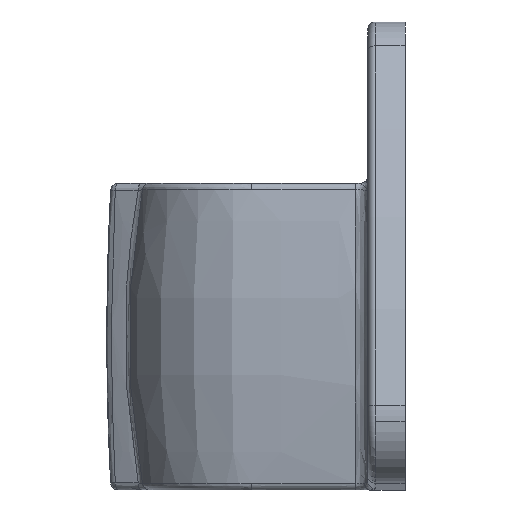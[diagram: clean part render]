
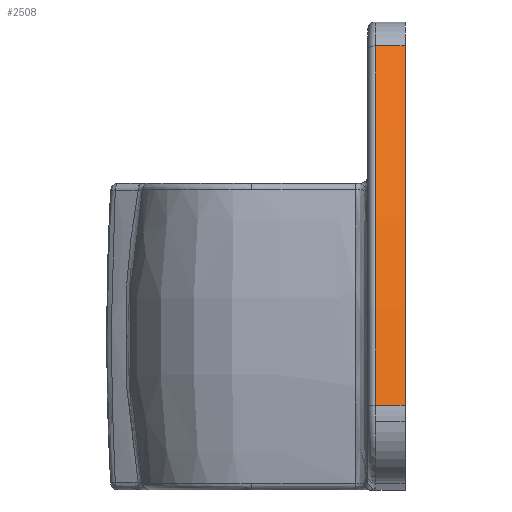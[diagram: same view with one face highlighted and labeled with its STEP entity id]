
A CAD part, left-side view. The second image highlights one B-rep face of the part: STEP entity #2508.
In plain terms, the highlighted cylindrical face has radius 250 mm (diameter 500 mm), a partial arc.
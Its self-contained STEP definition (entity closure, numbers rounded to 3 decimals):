
#128 = EDGE_CURVE ( 'NONE', #2203, #5831, #4539, .T. ) ;
#180 = AXIS2_PLACEMENT_3D ( 'NONE', #4287, #2932, #2916 ) ;
#246 = EDGE_CURVE ( 'NONE', #5831, #1936, #783, .T. ) ;
#761 = CARTESIAN_POINT ( 'NONE',  ( -11.837, -37., 70.214 ) ) ;
#783 = CIRCLE ( 'NONE', #933, 250. ) ;
#933 = AXIS2_PLACEMENT_3D ( 'NONE', #3072, #2985, #1670 ) ;
#977 = FACE_OUTER_BOUND ( 'NONE', #3740, .T. ) ;
#1035 = LINE ( 'NONE', #1068, #4800 ) ;
#1068 = CARTESIAN_POINT ( 'NONE',  ( -55.454, -37., -16.488 ) ) ;
#1138 = VECTOR ( 'NONE', #4047, 1000. ) ;
#1582 = CARTESIAN_POINT ( 'NONE',  ( -11.837, -29.8, 70.214 ) ) ;
#1611 = DIRECTION ( 'NONE',  ( 0., 1., 0. ) ) ;
#1670 = DIRECTION ( 'NONE',  ( 1., 0., 0. ) ) ;
#1893 = CARTESIAN_POINT ( 'NONE',  ( 185.439, -37., -83.351 ) ) ;
#1936 = VERTEX_POINT ( 'NONE', #2539 ) ;
#2111 = EDGE_CURVE ( 'NONE', #2203, #5752, #3259, .T. ) ;
#2203 = VERTEX_POINT ( 'NONE', #761 ) ;
#2508 = ADVANCED_FACE ( 'NONE', ( #977 ), #2889, .T. ) ;
#2539 = CARTESIAN_POINT ( 'NONE',  ( -55.454, -29.8, -16.488 ) ) ;
#2694 = AXIS2_PLACEMENT_3D ( 'NONE', #1893, #4087, #4552 ) ;
#2889 = CYLINDRICAL_SURFACE ( 'NONE', #2694, 250. ) ;
#2916 = DIRECTION ( 'NONE',  ( 1., 0., 0. ) ) ;
#2932 = DIRECTION ( 'NONE',  ( 0., -1., 0. ) ) ;
#2985 = DIRECTION ( 'NONE',  ( 0., -1., 0. ) ) ;
#3072 = CARTESIAN_POINT ( 'NONE',  ( 185.439, -29.8, -83.351 ) ) ;
#3259 = CIRCLE ( 'NONE', #180, 250. ) ;
#3479 = ORIENTED_EDGE ( 'NONE', *, *, #128, .T. ) ;
#3484 = ORIENTED_EDGE ( 'NONE', *, *, #3857, .F. ) ;
#3740 = EDGE_LOOP ( 'NONE', ( #3479, #4829, #3484, #3759 ) ) ;
#3759 = ORIENTED_EDGE ( 'NONE', *, *, #2111, .F. ) ;
#3857 = EDGE_CURVE ( 'NONE', #5752, #1936, #1035, .T. ) ;
#4047 = DIRECTION ( 'NONE',  ( 0., 1., 0. ) ) ;
#4087 = DIRECTION ( 'NONE',  ( 0., 1., 0. ) ) ;
#4287 = CARTESIAN_POINT ( 'NONE',  ( 185.439, -37., -83.351 ) ) ;
#4539 = LINE ( 'NONE', #4940, #1138 ) ;
#4552 = DIRECTION ( 'NONE',  ( -1., 0., 0. ) ) ;
#4716 = CARTESIAN_POINT ( 'NONE',  ( -55.454, -37., -16.488 ) ) ;
#4800 = VECTOR ( 'NONE', #1611, 1000. ) ;
#4829 = ORIENTED_EDGE ( 'NONE', *, *, #246, .T. ) ;
#4940 = CARTESIAN_POINT ( 'NONE',  ( -11.837, -37., 70.214 ) ) ;
#5752 = VERTEX_POINT ( 'NONE', #4716 ) ;
#5831 = VERTEX_POINT ( 'NONE', #1582 ) ;
